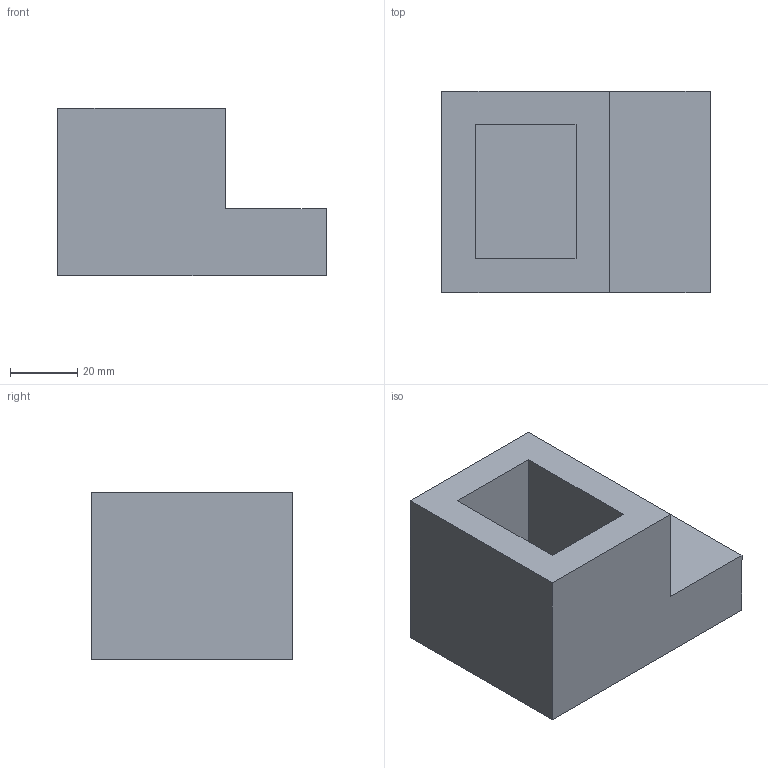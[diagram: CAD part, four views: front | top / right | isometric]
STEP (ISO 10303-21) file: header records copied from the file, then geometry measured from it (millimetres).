
FILE_DESCRIPTION(/* description */ (''),/* implementation_level */ '2;1');
FILE_NAME(/* name */ '6_SolidFromSketch.step',/* time_stamp */ '2022-08-23T20:32:57+01:00',/* author */ (''),/* organization */ (''),/* preprocessor_version */ 'ST-DEVELOPER v19',/* originating_system */ 'Autodesk Translation Framework v11.7.0.108',/* authorisation */ '');
FILE_SCHEMA (('AUTOMOTIVE_DESIGN { 1 0 10303 214 3 1 1 }'));
Length unit declared in the file: millimetre
Products named in the file (2): 6_SolidFromSketch; Extruded solid
Assembly tree (1 placements, depth 2):
  6_SolidFromSketch
    Extruded solid
Bounding box: 80 x 60 x 50 mm (x, y, z)
Volume: 150000 mm3; surface area: 26000 mm2
Topology: 1 solids, 1 shells, 13 faces, 30 edges, 20 vertices
Faces by surface type: plane 13
Entity records: 417 total; most frequent: CARTESIAN_POINT 66, DIRECTION 62, ORIENTED_EDGE 60, LINE 30, VECTOR 30, EDGE_CURVE 30, VERTEX_POINT 20, AXIS2_PLACEMENT_3D 16
